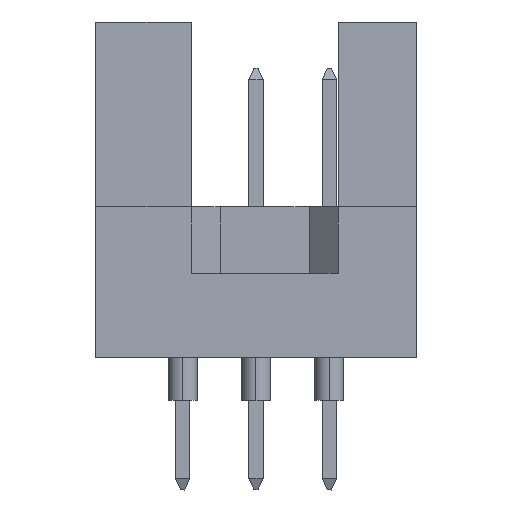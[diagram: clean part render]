
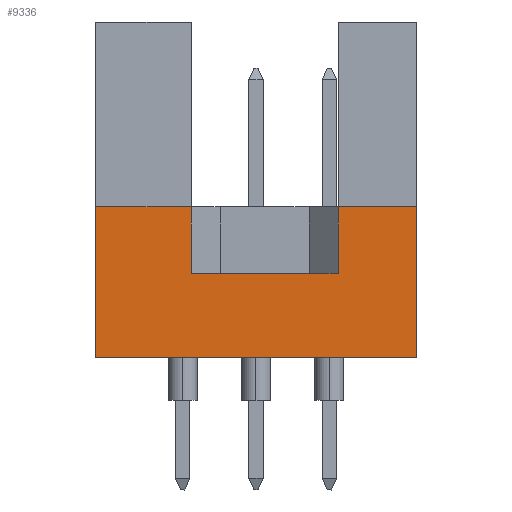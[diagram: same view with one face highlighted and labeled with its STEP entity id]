
A CAD part, left-side view. The second image highlights one B-rep face of the part: STEP entity #9336.
In plain terms, the highlighted planar face has unit normal (-1, 0, 0).
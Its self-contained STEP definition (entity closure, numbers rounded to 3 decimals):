
#37 = ORIENTED_EDGE ( 'NONE', *, *, #4030, .F. ) ;
#205 = CARTESIAN_POINT ( 'NONE',  ( -27.5, 11.1, 0. ) ) ;
#240 = VERTEX_POINT ( 'NONE', #205 ) ;
#341 = VECTOR ( 'NONE', #1297, 1000. ) ;
#518 = CARTESIAN_POINT ( 'NONE',  ( -27.5, 11.1, 0. ) ) ;
#542 = CARTESIAN_POINT ( 'NONE',  ( -27.5, 7.79, 2.9 ) ) ;
#834 = CARTESIAN_POINT ( 'NONE',  ( -27.5, 11.1, 0. ) ) ;
#853 = VECTOR ( 'NONE', #3520, 1000. ) ;
#927 = DIRECTION ( 'NONE',  ( 0., -1., 0. ) ) ;
#942 = EDGE_LOOP ( 'NONE', ( #37, #3573, #1050, #2837, #4853, #8625, #5063, #7681 ) ) ;
#1050 = ORIENTED_EDGE ( 'NONE', *, *, #6473, .F. ) ;
#1051 = DIRECTION ( 'NONE',  ( 0., -1., 0. ) ) ;
#1247 = EDGE_CURVE ( 'NONE', #1528, #3404, #4415, .T. ) ;
#1290 = EDGE_CURVE ( 'NONE', #2337, #7118, #7160, .T. ) ;
#1297 = DIRECTION ( 'NONE',  ( 0., -1., 0. ) ) ;
#1528 = VERTEX_POINT ( 'NONE', #5569 ) ;
#1628 = LINE ( 'NONE', #9900, #5991 ) ;
#1640 = CARTESIAN_POINT ( 'NONE',  ( -27.5, 2.71, 5.2 ) ) ;
#1987 = LINE ( 'NONE', #9414, #341 ) ;
#2008 = CARTESIAN_POINT ( 'NONE',  ( -27.5, 11.1, 5.2 ) ) ;
#2026 = DIRECTION ( 'NONE',  ( 0., 0., -1. ) ) ;
#2086 = PLANE ( 'NONE',  #6029 ) ;
#2337 = VERTEX_POINT ( 'NONE', #3782 ) ;
#2387 = CARTESIAN_POINT ( 'NONE',  ( -27.5, 7.79, 5.2 ) ) ;
#2778 = DIRECTION ( 'NONE',  ( 0., -1., 0. ) ) ;
#2825 = EDGE_CURVE ( 'NONE', #240, #1528, #1628, .T. ) ;
#2837 = ORIENTED_EDGE ( 'NONE', *, *, #5240, .F. ) ;
#2998 = LINE ( 'NONE', #2008, #8952 ) ;
#3404 = VERTEX_POINT ( 'NONE', #4889 ) ;
#3467 = VECTOR ( 'NONE', #9428, 1000. ) ;
#3520 = DIRECTION ( 'NONE',  ( 0., 0., 1. ) ) ;
#3556 = CARTESIAN_POINT ( 'NONE',  ( -27.5, 7.79, 2.9 ) ) ;
#3573 = ORIENTED_EDGE ( 'NONE', *, *, #9220, .T. ) ;
#3624 = VECTOR ( 'NONE', #8408, 1000. ) ;
#3782 = CARTESIAN_POINT ( 'NONE',  ( -27.5, 2.71, 2.9 ) ) ;
#4030 = EDGE_CURVE ( 'NONE', #5075, #2337, #10124, .T. ) ;
#4415 = LINE ( 'NONE', #6798, #3624 ) ;
#4437 = VERTEX_POINT ( 'NONE', #2387 ) ;
#4606 = DIRECTION ( 'NONE',  ( 1., 0., 0. ) ) ;
#4853 = ORIENTED_EDGE ( 'NONE', *, *, #2825, .T. ) ;
#4889 = CARTESIAN_POINT ( 'NONE',  ( -27.5, 0., 5.2 ) ) ;
#5063 = ORIENTED_EDGE ( 'NONE', *, *, #10023, .F. ) ;
#5075 = VERTEX_POINT ( 'NONE', #8094 ) ;
#5240 = EDGE_CURVE ( 'NONE', #240, #6980, #7617, .T. ) ;
#5569 = CARTESIAN_POINT ( 'NONE',  ( -27.5, 0., 0. ) ) ;
#5991 = VECTOR ( 'NONE', #927, 1000. ) ;
#6029 = AXIS2_PLACEMENT_3D ( 'NONE', #518, #4606, #2026 ) ;
#6473 = EDGE_CURVE ( 'NONE', #6980, #4437, #1987, .T. ) ;
#6798 = CARTESIAN_POINT ( 'NONE',  ( -27.5, 0., 0. ) ) ;
#6980 = VERTEX_POINT ( 'NONE', #7174 ) ;
#7005 = CARTESIAN_POINT ( 'NONE',  ( -27.5, 2.71, 2.9 ) ) ;
#7105 = DIRECTION ( 'NONE',  ( 0., 0., 1. ) ) ;
#7118 = VERTEX_POINT ( 'NONE', #1640 ) ;
#7160 = LINE ( 'NONE', #7005, #3467 ) ;
#7174 = CARTESIAN_POINT ( 'NONE',  ( -27.5, 11.1, 5.2 ) ) ;
#7617 = LINE ( 'NONE', #834, #853 ) ;
#7681 = ORIENTED_EDGE ( 'NONE', *, *, #1290, .F. ) ;
#8094 = CARTESIAN_POINT ( 'NONE',  ( -27.5, 7.79, 2.9 ) ) ;
#8408 = DIRECTION ( 'NONE',  ( 0., 0., 1. ) ) ;
#8625 = ORIENTED_EDGE ( 'NONE', *, *, #1247, .T. ) ;
#8715 = LINE ( 'NONE', #542, #8772 ) ;
#8772 = VECTOR ( 'NONE', #7105, 1000. ) ;
#8952 = VECTOR ( 'NONE', #2778, 1000. ) ;
#9220 = EDGE_CURVE ( 'NONE', #5075, #4437, #8715, .T. ) ;
#9336 = ADVANCED_FACE ( 'NONE', ( #9403 ), #2086, .F. ) ;
#9403 = FACE_OUTER_BOUND ( 'NONE', #942, .T. ) ;
#9414 = CARTESIAN_POINT ( 'NONE',  ( -27.5, 11.1, 5.2 ) ) ;
#9428 = DIRECTION ( 'NONE',  ( 0., 0., 1. ) ) ;
#9900 = CARTESIAN_POINT ( 'NONE',  ( -27.5, 11.1, 0. ) ) ;
#10023 = EDGE_CURVE ( 'NONE', #7118, #3404, #2998, .T. ) ;
#10124 = LINE ( 'NONE', #3556, #10450 ) ;
#10450 = VECTOR ( 'NONE', #1051, 1000. ) ;
